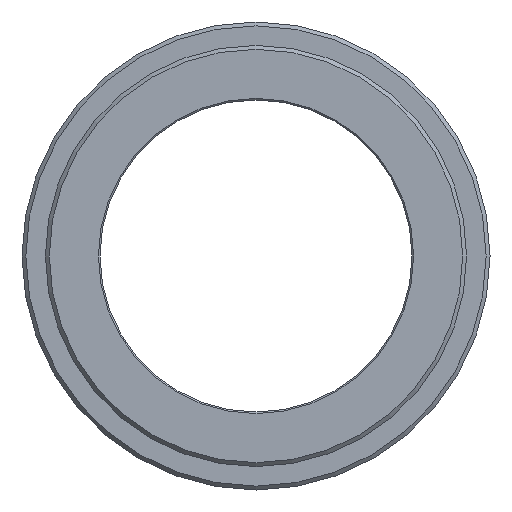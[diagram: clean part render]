
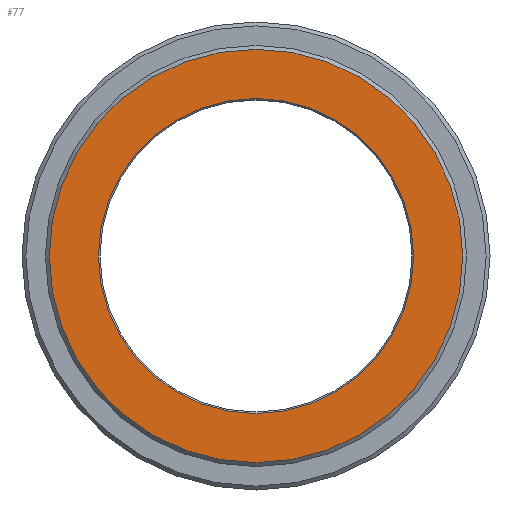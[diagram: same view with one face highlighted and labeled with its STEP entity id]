
A CAD part, left-side view. The second image highlights one B-rep face of the part: STEP entity #77.
In plain terms, the highlighted planar face has unit normal (-1, 0, 0).
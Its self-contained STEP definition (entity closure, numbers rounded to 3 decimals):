
#77 = ADVANCED_FACE( '', ( #99, #100 ), #101, .T. );
#99 = FACE_BOUND( '', #159, .T. );
#100 = FACE_OUTER_BOUND( '', #160, .T. );
#101 = PLANE( '', #161 );
#159 = EDGE_LOOP( '', ( #219 ) );
#160 = EDGE_LOOP( '', ( #220 ) );
#161 = AXIS2_PLACEMENT_3D( '', #221, #222, #223 );
#219 = ORIENTED_EDGE( '', *, *, #319, .T. );
#220 = ORIENTED_EDGE( '', *, *, #320, .T. );
#221 = CARTESIAN_POINT( '', ( 0., 0., 27. ) );
#222 = DIRECTION( '', ( -1., 0., 0. ) );
#223 = DIRECTION( '', ( 0., 0., 1. ) );
#319 = EDGE_CURVE( '', #339, #339, #340, .F. );
#320 = EDGE_CURVE( '', #341, #341, #342, .T. );
#339 = VERTEX_POINT( '', #379 );
#340 = CIRCLE( '', #380, 20.2 );
#341 = VERTEX_POINT( '', #381 );
#342 = CIRCLE( '', #382, 26.5 );
#379 = CARTESIAN_POINT( '', ( 0., 0., 20.2 ) );
#380 = AXIS2_PLACEMENT_3D( '', #419, #420, #421 );
#381 = CARTESIAN_POINT( '', ( 0., 0., 26.5 ) );
#382 = AXIS2_PLACEMENT_3D( '', #422, #423, #424 );
#419 = CARTESIAN_POINT( '', ( 0., 0., 0. ) );
#420 = DIRECTION( '', ( -1., 0., 0. ) );
#421 = DIRECTION( '', ( 0., 0., 1. ) );
#422 = CARTESIAN_POINT( '', ( 0., 0., 0. ) );
#423 = DIRECTION( '', ( -1., 0., 0. ) );
#424 = DIRECTION( '', ( 0., 0., 1. ) );
